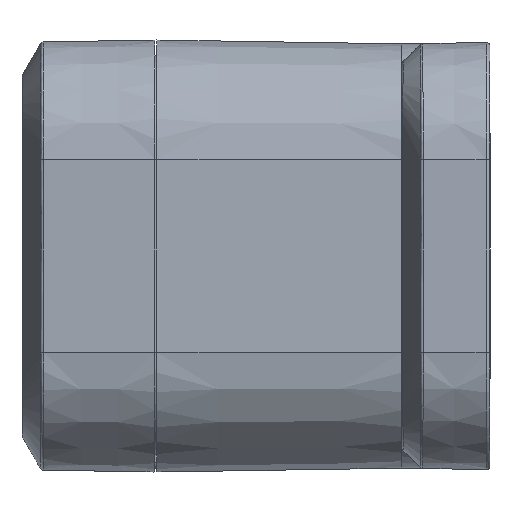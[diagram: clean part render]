
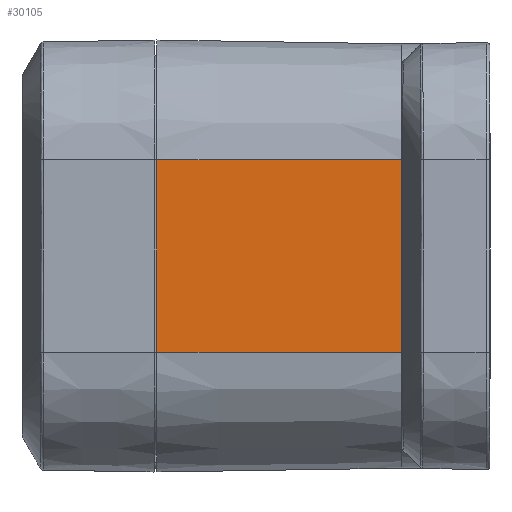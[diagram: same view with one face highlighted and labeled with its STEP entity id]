
A CAD part, left-side view. The second image highlights one B-rep face of the part: STEP entity #30105.
In plain terms, the highlighted planar face has unit normal (-1, -0.016, 0).
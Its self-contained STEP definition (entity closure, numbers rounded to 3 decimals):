
#348 = VERTEX_POINT ( 'NONE', #20528 ) ;
#1247 = EDGE_CURVE ( 'NONE', #9480, #36755, #6098, .T. ) ;
#2806 = EDGE_CURVE ( 'NONE', #348, #3506, #19261, .T. ) ;
#3506 = VERTEX_POINT ( 'NONE', #29106 ) ;
#3724 = ORIENTED_EDGE ( 'NONE', *, *, #1247, .T. ) ;
#3746 = LINE ( 'NONE', #29503, #16865 ) ;
#6098 = LINE ( 'NONE', #13130, #11392 ) ;
#6699 = DIRECTION ( 'NONE',  ( 0.016, -1., 0. ) ) ;
#6814 = CARTESIAN_POINT ( 'NONE',  ( -11., 1., 5. ) ) ;
#7479 = ORIENTED_EDGE ( 'NONE', *, *, #26649, .F. ) ;
#8799 = CARTESIAN_POINT ( 'NONE',  ( -11.2, 13.7, -5. ) ) ;
#9480 = VERTEX_POINT ( 'NONE', #12193 ) ;
#9963 = EDGE_LOOP ( 'NONE', ( #41023, #31443, #7479, #3724 ) ) ;
#11392 = VECTOR ( 'NONE', #6699, 1000. ) ;
#11897 = FACE_OUTER_BOUND ( 'NONE', #9963, .T. ) ;
#12193 = CARTESIAN_POINT ( 'NONE',  ( -11.2, 13.7, -5. ) ) ;
#13130 = CARTESIAN_POINT ( 'NONE',  ( -11., 1., -5. ) ) ;
#16865 = VECTOR ( 'NONE', #19509, 1000. ) ;
#17619 = AXIS2_PLACEMENT_3D ( 'NONE', #40202, #28117, #27900 ) ;
#18552 = DIRECTION ( 'NONE',  ( 0., 0., 1. ) ) ;
#19261 = LINE ( 'NONE', #6814, #19334 ) ;
#19334 = VECTOR ( 'NONE', #29053, 1000. ) ;
#19509 = DIRECTION ( 'NONE',  ( 0., 0., 1. ) ) ;
#20528 = CARTESIAN_POINT ( 'NONE',  ( -11.2, 13.7, 5. ) ) ;
#21394 = EDGE_CURVE ( 'NONE', #36755, #3506, #3746, .T. ) ;
#25010 = LINE ( 'NONE', #8799, #32540 ) ;
#26511 = CARTESIAN_POINT ( 'NONE',  ( -11., 1., -5. ) ) ;
#26649 = EDGE_CURVE ( 'NONE', #9480, #348, #25010, .T. ) ;
#27900 = DIRECTION ( 'NONE',  ( 0.016, -1., 0. ) ) ;
#28117 = DIRECTION ( 'NONE',  ( -1., -0.016, 0. ) ) ;
#29053 = DIRECTION ( 'NONE',  ( 0.016, -1., 0. ) ) ;
#29106 = CARTESIAN_POINT ( 'NONE',  ( -11., 1., 5. ) ) ;
#29503 = CARTESIAN_POINT ( 'NONE',  ( -11., 1., 5. ) ) ;
#30105 = ADVANCED_FACE ( 'NONE', ( #11897 ), #33542, .T. ) ;
#31443 = ORIENTED_EDGE ( 'NONE', *, *, #2806, .F. ) ;
#32540 = VECTOR ( 'NONE', #18552, 1000. ) ;
#33542 = PLANE ( 'NONE',  #17619 ) ;
#36755 = VERTEX_POINT ( 'NONE', #26511 ) ;
#40202 = CARTESIAN_POINT ( 'NONE',  ( -11., 1., 5. ) ) ;
#41023 = ORIENTED_EDGE ( 'NONE', *, *, #21394, .T. ) ;
